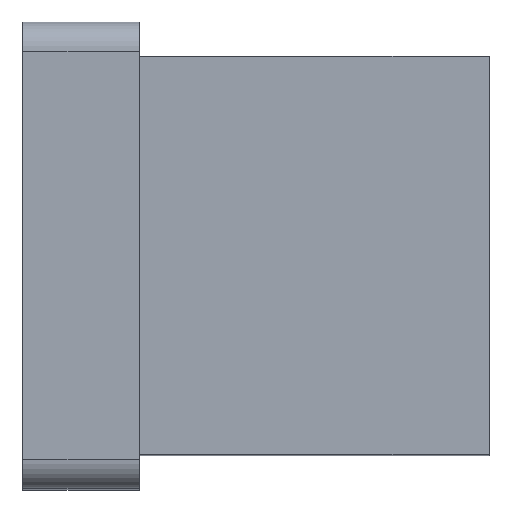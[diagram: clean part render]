
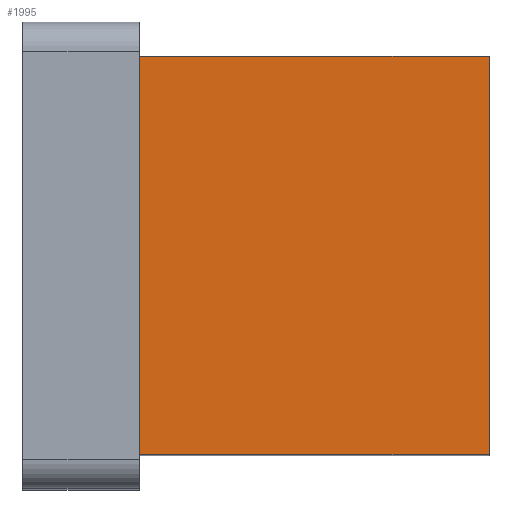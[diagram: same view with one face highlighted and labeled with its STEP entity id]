
A CAD part, top view. The second image highlights one B-rep face of the part: STEP entity #1995.
In plain terms, the highlighted planar face has unit normal (0, 0, 1).
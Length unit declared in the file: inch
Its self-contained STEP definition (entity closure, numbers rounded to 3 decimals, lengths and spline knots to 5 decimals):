
#304=FACE_OUTER_BOUND('',#416,.T.);
#416=EDGE_LOOP('',(#1821,#1822,#1823,#1824));
#586=LINE('',#3745,#762);
#594=LINE('',#3760,#770);
#595=LINE('',#3762,#771);
#596=LINE('',#3763,#772);
#762=VECTOR('',#2341,0.3937);
#770=VECTOR('',#2353,0.3937);
#771=VECTOR('',#2356,0.3937);
#772=VECTOR('',#2357,0.3937);
#963=VERTEX_POINT('',#3741);
#965=VERTEX_POINT('',#3744);
#969=VERTEX_POINT('',#3756);
#970=VERTEX_POINT('',#3758);
#1252=EDGE_CURVE('',#963,#965,#586,.T.);
#1260=EDGE_CURVE('',#969,#970,#594,.T.);
#1261=EDGE_CURVE('',#969,#963,#595,.T.);
#1262=EDGE_CURVE('',#965,#970,#596,.T.);
#1821=ORIENTED_EDGE('',*,*,#1261,.F.);
#1822=ORIENTED_EDGE('',*,*,#1260,.T.);
#1823=ORIENTED_EDGE('',*,*,#1262,.F.);
#1824=ORIENTED_EDGE('',*,*,#1252,.F.);
#1892=PLANE('',#2073);
#1995=ADVANCED_FACE('',(#304),#1892,.T.);
#2073=AXIS2_PLACEMENT_3D('',#3761,#2354,#2355);
#2341=DIRECTION('',(1.,0.,0.));
#2353=DIRECTION('',(1.,0.,0.));
#2354=DIRECTION('center_axis',(0.,0.,1.));
#2355=DIRECTION('ref_axis',(0.,-1.,0.));
#2356=DIRECTION('',(0.,1.,0.));
#2357=DIRECTION('',(0.,-1.,0.));
#3741=CARTESIAN_POINT('',(0.25,0.4265,0.9265));
#3744=CARTESIAN_POINT('',(1.,0.4265,0.9265));
#3745=CARTESIAN_POINT('',(0.25,0.4265,0.9265));
#3756=CARTESIAN_POINT('',(0.25,-0.4265,0.9265));
#3758=CARTESIAN_POINT('',(1.,-0.4265,0.9265));
#3760=CARTESIAN_POINT('',(0.25,-0.4265,0.9265));
#3761=CARTESIAN_POINT('Origin',(0.25,0.4265,0.9265));
#3762=CARTESIAN_POINT('',(0.25,0.21325,0.9265));
#3763=CARTESIAN_POINT('',(1.,0.4265,0.9265));
